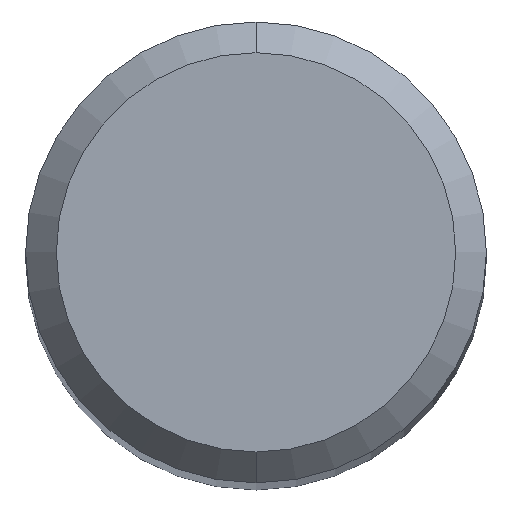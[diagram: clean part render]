
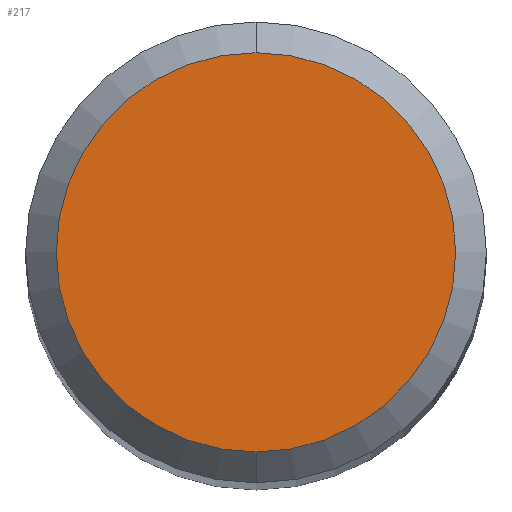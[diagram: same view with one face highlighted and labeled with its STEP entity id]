
A CAD part, top view. The second image highlights one B-rep face of the part: STEP entity #217.
In plain terms, the highlighted planar face has unit normal (0, 0, 1).
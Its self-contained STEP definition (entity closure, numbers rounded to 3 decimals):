
#217=ADVANCED_FACE('',(#530),#531,.T.);
#233=EDGE_CURVE('',#305,#307,#547,.T.);
#305=VERTEX_POINT('',#628);
#307=VERTEX_POINT('',#630);
#333=EDGE_CURVE('',#307,#305,#659,.T.);
#530=FACE_OUTER_BOUND('',#898,.T.);
#531=PLANE('',#899);
#547=CIRCLE('',#923,2.6);
#628=CARTESIAN_POINT('',(0.0,2.6,0.0));
#630=CARTESIAN_POINT('',(0.,-2.6,0.0));
#659=CIRCLE('',#1157,2.6);
#898=EDGE_LOOP('',(#1510,#1511));
#899=AXIS2_PLACEMENT_3D('',#1512,#1513,#1514);
#923=AXIS2_PLACEMENT_3D('',#1526,#1527,#1528);
#1157=AXIS2_PLACEMENT_3D('',#1664,#1665,#1666);
#1510=ORIENTED_EDGE('',*,*,#233,.F.);
#1511=ORIENTED_EDGE('',*,*,#333,.F.);
#1512=CARTESIAN_POINT('',(0.0,1.3,0.0));
#1513=DIRECTION('',(-0.0,0.0,1.0));
#1514=DIRECTION('',(0.0,-1.0,0.0));
#1526=CARTESIAN_POINT('',(0.0,0.0,0.0));
#1527=DIRECTION('',(0.0,0.0,-1.0));
#1528=DIRECTION('',(0.0,1.0,0.0));
#1664=CARTESIAN_POINT('',(0.0,0.0,0.0));
#1665=DIRECTION('',(0.0,0.0,-1.0));
#1666=DIRECTION('',(0.0,1.0,0.0));
